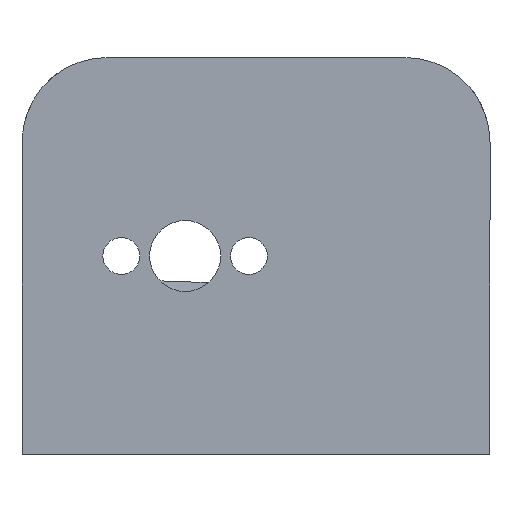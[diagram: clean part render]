
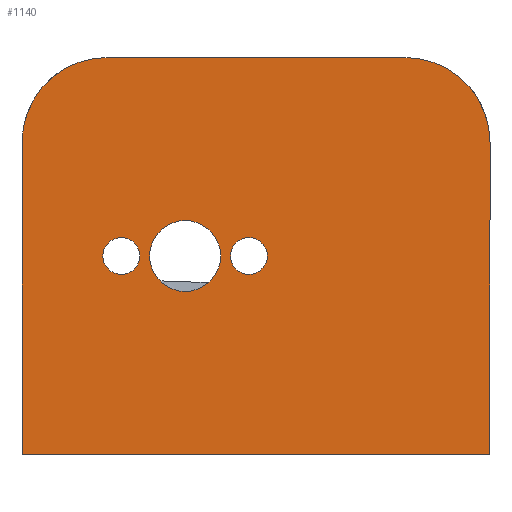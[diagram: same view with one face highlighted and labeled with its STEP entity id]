
A CAD part, front view. The second image highlights one B-rep face of the part: STEP entity #1140.
In plain terms, the highlighted planar face has unit normal (0, -1, 0).
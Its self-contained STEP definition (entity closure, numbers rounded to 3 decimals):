
#3 = VERTEX_POINT ( 'NONE', #879 ) ;
#26 = CIRCLE ( 'NONE', #286, 2.5 ) ;
#58 = DIRECTION ( 'NONE',  ( 0., 1., 0. ) ) ;
#63 = EDGE_CURVE ( 'NONE', #314, #916, #1315, .T. ) ;
#86 = VECTOR ( 'NONE', #1190, 1000. ) ;
#109 = ORIENTED_EDGE ( 'NONE', *, *, #366, .T. ) ;
#114 = CARTESIAN_POINT ( 'NONE',  ( 10.5, 0., 14. ) ) ;
#117 = ORIENTED_EDGE ( 'NONE', *, *, #408, .F. ) ;
#130 = AXIS2_PLACEMENT_3D ( 'NONE', #176, #802, #385 ) ;
#148 = EDGE_CURVE ( 'NONE', #314, #984, #382, .T. ) ;
#174 = VERTEX_POINT ( 'NONE', #234 ) ;
#176 = CARTESIAN_POINT ( 'NONE',  ( 0., 0., 0. ) ) ;
#188 = FACE_BOUND ( 'NONE', #700, .T. ) ;
#202 = CARTESIAN_POINT ( 'NONE',  ( 16.5, 0., 8. ) ) ;
#228 = DIRECTION ( 'NONE',  ( 0., -1., 0. ) ) ;
#231 = AXIS2_PLACEMENT_3D ( 'NONE', #1132, #727, #896 ) ;
#234 = CARTESIAN_POINT ( 'NONE',  ( 16.5, 0., -14. ) ) ;
#266 = EDGE_CURVE ( 'NONE', #3, #358, #338, .T. ) ;
#272 = AXIS2_PLACEMENT_3D ( 'NONE', #1301, #58, #491 ) ;
#285 = EDGE_LOOP ( 'NONE', ( #109, #1027 ) ) ;
#286 = AXIS2_PLACEMENT_3D ( 'NONE', #572, #868, #352 ) ;
#295 = AXIS2_PLACEMENT_3D ( 'NONE', #333, #228, #1272 ) ;
#304 = ORIENTED_EDGE ( 'NONE', *, *, #63, .F. ) ;
#314 = VERTEX_POINT ( 'NONE', #697 ) ;
#316 = AXIS2_PLACEMENT_3D ( 'NONE', #1253, #890, #468 ) ;
#333 = CARTESIAN_POINT ( 'NONE',  ( -10.5, 0., 8. ) ) ;
#338 = CIRCLE ( 'NONE', #316, 1.3 ) ;
#352 = DIRECTION ( 'NONE',  ( 0., 0., 1. ) ) ;
#358 = VERTEX_POINT ( 'NONE', #1180 ) ;
#365 = DIRECTION ( 'NONE',  ( -1., 0., 0. ) ) ;
#366 = EDGE_CURVE ( 'NONE', #358, #3, #575, .T. ) ;
#382 = CIRCLE ( 'NONE', #295, 6. ) ;
#385 = DIRECTION ( 'NONE',  ( 0., 0., 1. ) ) ;
#394 = LINE ( 'NONE', #794, #86 ) ;
#397 = AXIS2_PLACEMENT_3D ( 'NONE', #424, #808, #526 ) ;
#398 = PLANE ( 'NONE',  #130 ) ;
#406 = AXIS2_PLACEMENT_3D ( 'NONE', #1146, #1081, #1184 ) ;
#408 = EDGE_CURVE ( 'NONE', #691, #984, #1000, .T. ) ;
#410 = CARTESIAN_POINT ( 'NONE',  ( -16.5, 0., 14. ) ) ;
#419 = CARTESIAN_POINT ( 'NONE',  ( -0.5, 0., -1.3 ) ) ;
#424 = CARTESIAN_POINT ( 'NONE',  ( -0.5, 0., 0. ) ) ;
#440 = CARTESIAN_POINT ( 'NONE',  ( -5., 0., -2.5 ) ) ;
#459 = VERTEX_POINT ( 'NONE', #911 ) ;
#467 = ORIENTED_EDGE ( 'NONE', *, *, #548, .T. ) ;
#468 = DIRECTION ( 'NONE',  ( 0., 0., 1. ) ) ;
#488 = FACE_BOUND ( 'NONE', #285, .T. ) ;
#491 = DIRECTION ( 'NONE',  ( 0., 0., 1. ) ) ;
#499 = FACE_BOUND ( 'NONE', #1014, .T. ) ;
#500 = VERTEX_POINT ( 'NONE', #202 ) ;
#523 = DIRECTION ( 'NONE',  ( 0., 1., 0. ) ) ;
#526 = DIRECTION ( 'NONE',  ( 0., 0., 1. ) ) ;
#533 = EDGE_CURVE ( 'NONE', #848, #1268, #829, .T. ) ;
#548 = EDGE_CURVE ( 'NONE', #500, #916, #981, .T. ) ;
#572 = CARTESIAN_POINT ( 'NONE',  ( -5., 0., 0. ) ) ;
#575 = CIRCLE ( 'NONE', #272, 1.3 ) ;
#616 = ORIENTED_EDGE ( 'NONE', *, *, #1045, .T. ) ;
#636 = LINE ( 'NONE', #732, #992 ) ;
#638 = VECTOR ( 'NONE', #709, 1000. ) ;
#667 = EDGE_CURVE ( 'NONE', #174, #691, #636, .T. ) ;
#691 = VERTEX_POINT ( 'NONE', #1160 ) ;
#697 = CARTESIAN_POINT ( 'NONE',  ( -10.5, 0., 14. ) ) ;
#700 = EDGE_LOOP ( 'NONE', ( #616, #897 ) ) ;
#709 = DIRECTION ( 'NONE',  ( 1., 0., 0. ) ) ;
#720 = EDGE_CURVE ( 'NONE', #500, #174, #394, .T. ) ;
#727 = DIRECTION ( 'NONE',  ( 0., 1., 0. ) ) ;
#732 = CARTESIAN_POINT ( 'NONE',  ( -16.5, 0., -14. ) ) ;
#743 = EDGE_LOOP ( 'NONE', ( #885, #467, #304, #1152, #117, #824 ) ) ;
#794 = CARTESIAN_POINT ( 'NONE',  ( 16.5, 0., -14. ) ) ;
#802 = DIRECTION ( 'NONE',  ( 0., 1., 0. ) ) ;
#808 = DIRECTION ( 'NONE',  ( 0., 1., 0. ) ) ;
#824 = ORIENTED_EDGE ( 'NONE', *, *, #667, .F. ) ;
#829 = CIRCLE ( 'NONE', #231, 1.3 ) ;
#834 = CARTESIAN_POINT ( 'NONE',  ( -5., 0., 0. ) ) ;
#848 = VERTEX_POINT ( 'NONE', #419 ) ;
#868 = DIRECTION ( 'NONE',  ( 0., 1., 0. ) ) ;
#879 = CARTESIAN_POINT ( 'NONE',  ( -9.5, 0., -1.3 ) ) ;
#885 = ORIENTED_EDGE ( 'NONE', *, *, #720, .F. ) ;
#890 = DIRECTION ( 'NONE',  ( 0., 1., 0. ) ) ;
#896 = DIRECTION ( 'NONE',  ( 0., 0., 1. ) ) ;
#897 = ORIENTED_EDGE ( 'NONE', *, *, #913, .T. ) ;
#904 = CARTESIAN_POINT ( 'NONE',  ( -16.5, 0., -14. ) ) ;
#911 = CARTESIAN_POINT ( 'NONE',  ( -5., 0., 2.5 ) ) ;
#913 = EDGE_CURVE ( 'NONE', #1114, #459, #1125, .T. ) ;
#916 = VERTEX_POINT ( 'NONE', #114 ) ;
#981 = CIRCLE ( 'NONE', #406, 6. ) ;
#984 = VERTEX_POINT ( 'NONE', #1051 ) ;
#992 = VECTOR ( 'NONE', #365, 1000. ) ;
#1000 = LINE ( 'NONE', #904, #1134 ) ;
#1014 = EDGE_LOOP ( 'NONE', ( #1271, #1083 ) ) ;
#1027 = ORIENTED_EDGE ( 'NONE', *, *, #266, .T. ) ;
#1036 = DIRECTION ( 'NONE',  ( 0., 0., 1. ) ) ;
#1045 = EDGE_CURVE ( 'NONE', #459, #1114, #26, .T. ) ;
#1051 = CARTESIAN_POINT ( 'NONE',  ( -16.5, 0., 8. ) ) ;
#1080 = CIRCLE ( 'NONE', #397, 1.3 ) ;
#1081 = DIRECTION ( 'NONE',  ( 0., -1., 0. ) ) ;
#1083 = ORIENTED_EDGE ( 'NONE', *, *, #533, .T. ) ;
#1085 = FACE_OUTER_BOUND ( 'NONE', #743, .T. ) ;
#1114 = VERTEX_POINT ( 'NONE', #440 ) ;
#1125 = CIRCLE ( 'NONE', #1251, 2.5 ) ;
#1132 = CARTESIAN_POINT ( 'NONE',  ( -0.5, 0., 0. ) ) ;
#1134 = VECTOR ( 'NONE', #1213, 1000. ) ;
#1140 = ADVANCED_FACE ( 'NONE', ( #499, #188, #488, #1085 ), #398, .F. ) ;
#1146 = CARTESIAN_POINT ( 'NONE',  ( 10.5, 0., 8. ) ) ;
#1152 = ORIENTED_EDGE ( 'NONE', *, *, #148, .T. ) ;
#1160 = CARTESIAN_POINT ( 'NONE',  ( -16.5, 0., -14. ) ) ;
#1180 = CARTESIAN_POINT ( 'NONE',  ( -9.5, 0., 1.3 ) ) ;
#1184 = DIRECTION ( 'NONE',  ( 0., 0., 1. ) ) ;
#1190 = DIRECTION ( 'NONE',  ( 0., 0., -1. ) ) ;
#1213 = DIRECTION ( 'NONE',  ( 0., 0., 1. ) ) ;
#1251 = AXIS2_PLACEMENT_3D ( 'NONE', #834, #523, #1036 ) ;
#1253 = CARTESIAN_POINT ( 'NONE',  ( -9.5, 0., 0. ) ) ;
#1268 = VERTEX_POINT ( 'NONE', #1325 ) ;
#1271 = ORIENTED_EDGE ( 'NONE', *, *, #1277, .T. ) ;
#1272 = DIRECTION ( 'NONE',  ( 0., 0., 1. ) ) ;
#1277 = EDGE_CURVE ( 'NONE', #1268, #848, #1080, .T. ) ;
#1301 = CARTESIAN_POINT ( 'NONE',  ( -9.5, 0., 0. ) ) ;
#1315 = LINE ( 'NONE', #410, #638 ) ;
#1325 = CARTESIAN_POINT ( 'NONE',  ( -0.5, 0., 1.3 ) ) ;
